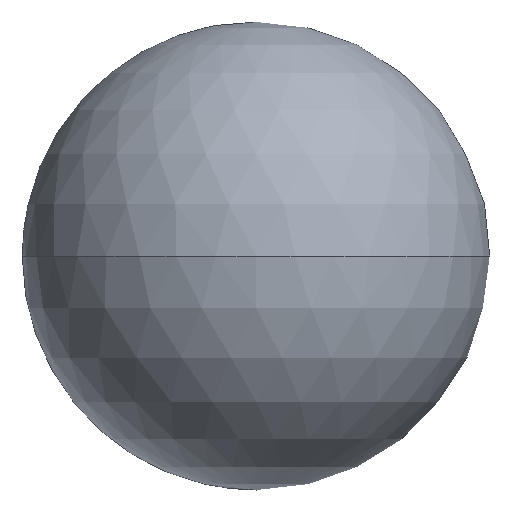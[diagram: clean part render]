
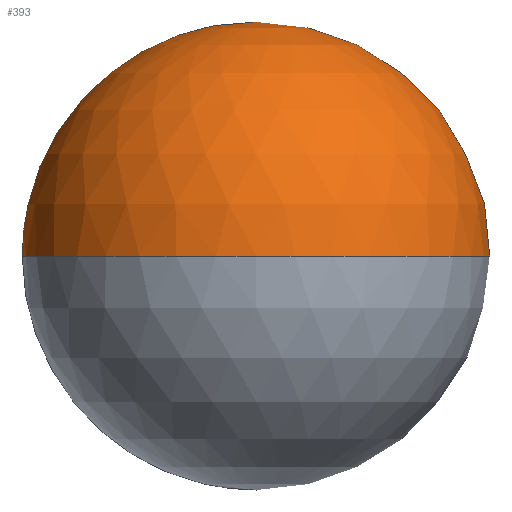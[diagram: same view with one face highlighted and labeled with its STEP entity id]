
A CAD part, left-side view. The second image highlights one B-rep face of the part: STEP entity #393.
In plain terms, the highlighted spherical face has radius 12.5 mm.
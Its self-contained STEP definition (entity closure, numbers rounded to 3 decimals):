
#21 = CARTESIAN_POINT ( 'NONE',  ( 22.5, 0., 0. ) ) ;
#61 = DIRECTION ( 'NONE',  ( 1., 0., 0. ) ) ;
#86 = CIRCLE ( 'NONE', #235, 12.5 ) ;
#91 = CARTESIAN_POINT ( 'NONE',  ( 12.5, 0., 0. ) ) ;
#100 = EDGE_LOOP ( 'NONE', ( #464, #326, #115 ) ) ;
#103 = AXIS2_PLACEMENT_3D ( 'NONE', #21, #344, #297 ) ;
#115 = ORIENTED_EDGE ( 'NONE', *, *, #312, .T. ) ;
#123 = VERTEX_POINT ( 'NONE', #327 ) ;
#150 = AXIS2_PLACEMENT_3D ( 'NONE', #91, #216, #279 ) ;
#164 = EDGE_CURVE ( 'NONE', #511, #123, #270, .T. ) ;
#211 = CARTESIAN_POINT ( 'NONE',  ( 22.5, -7.5, 0. ) ) ;
#216 = DIRECTION ( 'NONE',  ( 0., 0., -1. ) ) ;
#235 = AXIS2_PLACEMENT_3D ( 'NONE', #512, #241, #61 ) ;
#241 = DIRECTION ( 'NONE',  ( 0., 0., 1. ) ) ;
#245 = SPHERICAL_SURFACE ( 'NONE', #345, 12.5 ) ;
#252 = DIRECTION ( 'NONE',  ( 0., 1., 0. ) ) ;
#270 = CIRCLE ( 'NONE', #150, 12.5 ) ;
#279 = DIRECTION ( 'NONE',  ( 0., 1., 0. ) ) ;
#282 = VERTEX_POINT ( 'NONE', #467 ) ;
#293 = DIRECTION ( 'NONE',  ( 0., 0., -1. ) ) ;
#297 = DIRECTION ( 'NONE',  ( 0., 0., 1. ) ) ;
#312 = EDGE_CURVE ( 'NONE', #282, #123, #86, .T. ) ;
#326 = ORIENTED_EDGE ( 'NONE', *, *, #358, .T. ) ;
#327 = CARTESIAN_POINT ( 'NONE',  ( 0., 0., 0. ) ) ;
#344 = DIRECTION ( 'NONE',  ( -1., 0., 0. ) ) ;
#345 = AXIS2_PLACEMENT_3D ( 'NONE', #528, #293, #252 ) ;
#358 = EDGE_CURVE ( 'NONE', #511, #282, #469, .T. ) ;
#393 = ADVANCED_FACE ( 'NONE', ( #405 ), #245, .T. ) ;
#405 = FACE_OUTER_BOUND ( 'NONE', #100, .T. ) ;
#464 = ORIENTED_EDGE ( 'NONE', *, *, #164, .F. ) ;
#467 = CARTESIAN_POINT ( 'NONE',  ( 22.5, 7.5, 0. ) ) ;
#469 = CIRCLE ( 'NONE', #103, 7.5 ) ;
#511 = VERTEX_POINT ( 'NONE', #211 ) ;
#512 = CARTESIAN_POINT ( 'NONE',  ( 12.5, 0., 0. ) ) ;
#528 = CARTESIAN_POINT ( 'NONE',  ( 12.5, 0., 0. ) ) ;
